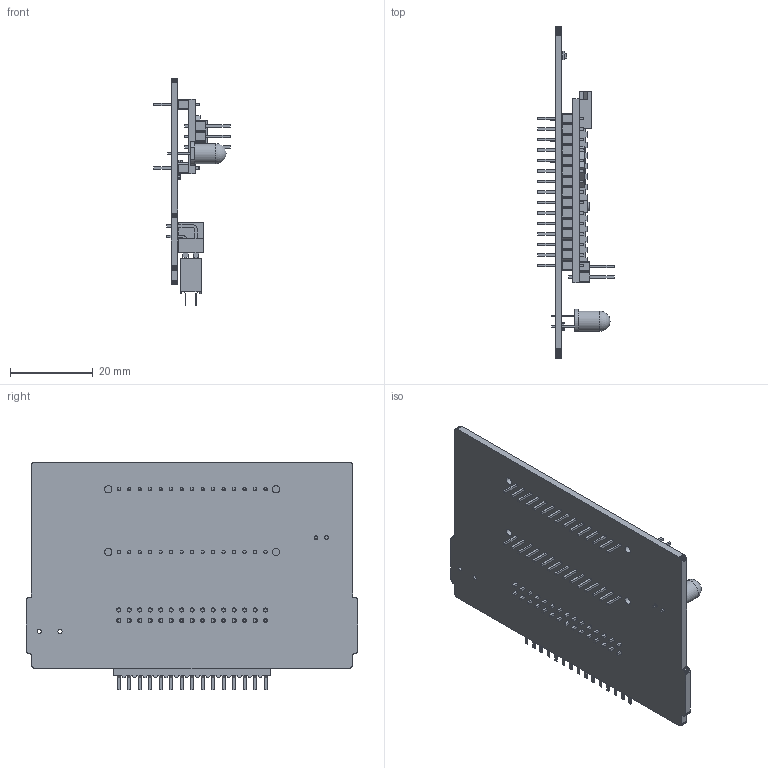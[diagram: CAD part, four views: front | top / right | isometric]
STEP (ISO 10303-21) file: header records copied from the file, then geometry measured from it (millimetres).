
FILE_DESCRIPTION(/* description */ (''),/* implementation_level */ '2;1');
FILE_NAME(/* name */ 'mcu-cassette.step',/* time_stamp */ '2019-02-26T18:08:42+01:00',/* author */ ('r.varma'),/* organization */ (''),/* preprocessor_version */ 'ST-DEVELOPER v17.2',/* originating_system */ 'Autodesk Translation Framework v7.6.0.251',/* authorisation */ '');
FILE_SCHEMA (('AUTOMOTIVE_DESIGN { 1 0 10303 214 3 1 1 }'));
Products named in the file (13): mcu-cassette; nano; COMPOUND; LED_D5; SOLID; LED_0805_2012Metric; SOLID (1); R_0805_2012Metric; COMPOUND (1); R_0805_2012Metric_1; SOLID (2); 1-86479-9; 1-534206-5
Assembly tree (13 placements, depth 3):
  mcu-cassette
    nano
      COMPOUND
    LED_D5
      SOLID
    LED_0805_2012Metric
      SOLID (1)
    R_0805_2012Metric
      SOLID (2)
    COMPOUND (1)
    R_0805_2012Metric_1
      SOLID (2)
    1-86479-9
    1-534206-5
Bounding box: 18.5 x 80.4 x 55.2 mm (x, y, z)
Volume: 11672.2 mm3; surface area: 15626.5 mm2
Topology: 8 solids, 8 shells, 2255 faces, 5994 edges, 3895 vertices
Faces by surface type: plane 2150, cylinder 104, sphere 1
Full cylindrical faces by diameter (mm): 0.566 x1, 0.8 x30, 0.9 x2, 1 x32, 1.78 x4, 2 x1, 4.9 x1
Entity records: 69484 total; most frequent: CARTESIAN_POINT 12032, ORIENTED_EDGE 11850, DIRECTION 10770, EDGE_CURVE 5925, LINE 5592, VECTOR 5592, VERTEX_POINT 3851, AXIS2_PLACEMENT_3D 2589
